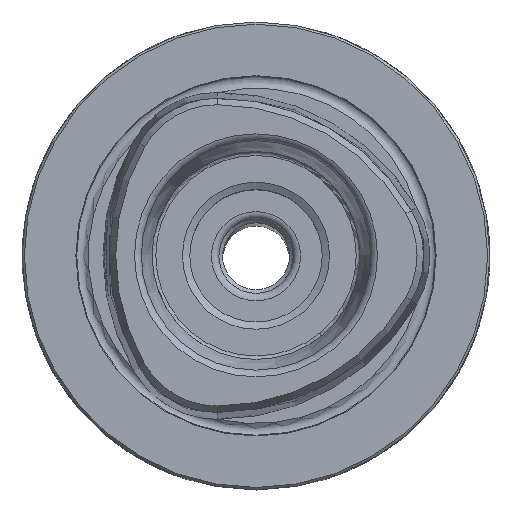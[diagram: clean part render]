
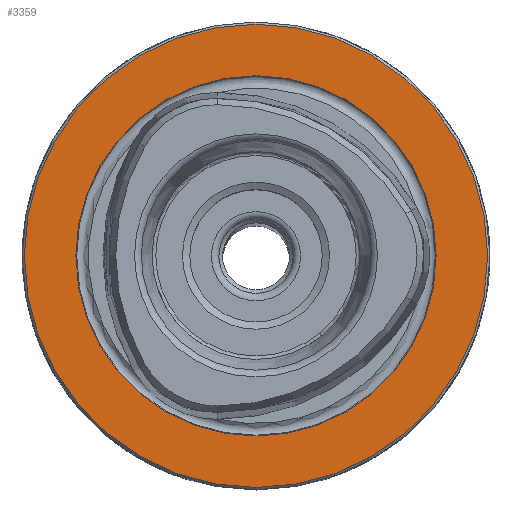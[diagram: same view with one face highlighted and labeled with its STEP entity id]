
A CAD part, top view. The second image highlights one B-rep face of the part: STEP entity #3359.
In plain terms, the highlighted planar face has unit normal (0, 0, 1).
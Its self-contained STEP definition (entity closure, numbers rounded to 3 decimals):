
#638=ORIENTED_EDGE('',*,*,#1075,.T.);
#639=ORIENTED_EDGE('',*,*,#1074,.F.);
#1074=EDGE_CURVE('',#1306,#1306,#1454,.T.);
#1075=EDGE_CURVE('',#1307,#1307,#1455,.T.);
#1306=VERTEX_POINT('',#5105);
#1307=VERTEX_POINT('',#5108);
#1454=CIRCLE('',#3611,24.264);
#1455=CIRCLE('',#3613,31.2);
#1615=EDGE_LOOP('',(#638));
#1616=EDGE_LOOP('',(#639));
#1888=FACE_BOUND('',#1615,.T.);
#1889=FACE_BOUND('',#1616,.T.);
#2083=PLANE('',#3612);
#3359=ADVANCED_FACE('',(#1888,#1889),#2083,.T.);
#3611=AXIS2_PLACEMENT_3D('',#5104,#4105,#4106);
#3612=AXIS2_PLACEMENT_3D('',#5106,#4107,#4108);
#3613=AXIS2_PLACEMENT_3D('',#5107,#4109,#4110);
#4105=DIRECTION('',(0.,0.,1.));
#4106=DIRECTION('',(1.,0.,0.));
#4107=DIRECTION('',(0.,0.,1.));
#4108=DIRECTION('',(1.,0.,0.));
#4109=DIRECTION('',(0.,0.,1.));
#4110=DIRECTION('',(1.,0.,0.));
#5104=CARTESIAN_POINT('',(0.,0.,0.));
#5105=CARTESIAN_POINT('',(24.264,0.,0.));
#5106=CARTESIAN_POINT('',(24.2,0.,0.));
#5107=CARTESIAN_POINT('',(0.,0.,0.));
#5108=CARTESIAN_POINT('',(31.2,0.,0.));
